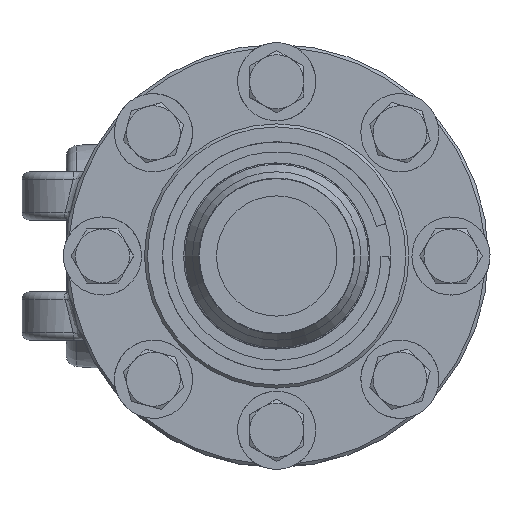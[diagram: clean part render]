
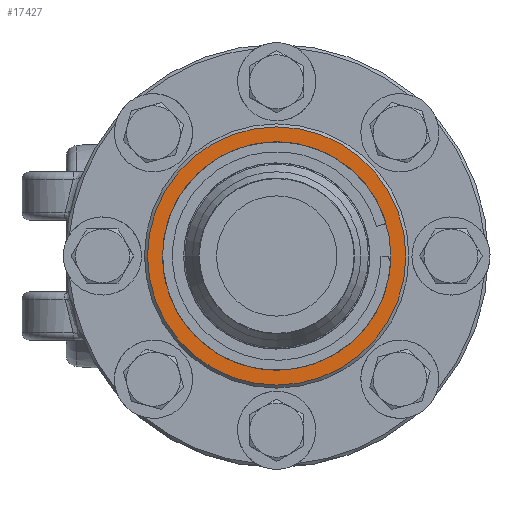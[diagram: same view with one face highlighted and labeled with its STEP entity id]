
A CAD part, left-side view. The second image highlights one B-rep face of the part: STEP entity #17427.
In plain terms, the highlighted planar face has unit normal (-1, 0, 0).
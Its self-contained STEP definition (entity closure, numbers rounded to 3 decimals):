
#1119=FACE_BOUND('',#6155,.T.);
#1441=CIRCLE('',#18704,34.125);
#1443=CIRCLE('',#18708,30.175);
#1444=CIRCLE('',#18709,30.175);
#4524=PLANE('',#18707);
#5121=FACE_OUTER_BOUND('',#6154,.T.);
#6154=EDGE_LOOP('',(#12976));
#6155=EDGE_LOOP('',(#12977,#12978));
#7966=VERTEX_POINT('',#25339);
#7967=VERTEX_POINT('',#25346);
#7968=VERTEX_POINT('',#25347);
#9861=EDGE_CURVE('',#7966,#7966,#1441,.T.);
#9864=EDGE_CURVE('',#7967,#7968,#1443,.T.);
#9865=EDGE_CURVE('',#7968,#7967,#1444,.T.);
#12976=ORIENTED_EDGE('',*,*,#9861,.F.);
#12977=ORIENTED_EDGE('',*,*,#9864,.T.);
#12978=ORIENTED_EDGE('',*,*,#9865,.T.);
#17427=ADVANCED_FACE('',(#5121,#1119),#4524,.T.);
#18704=AXIS2_PLACEMENT_3D('',#25341,#20734,#20735);
#18707=AXIS2_PLACEMENT_3D('',#25345,#20741,#20742);
#18708=AXIS2_PLACEMENT_3D('',#25348,#20743,#20744);
#18709=AXIS2_PLACEMENT_3D('',#25349,#20745,#20746);
#20734=DIRECTION('center_axis',(1.,0.,0.));
#20735=DIRECTION('ref_axis',(0.,-1.,0.));
#20741=DIRECTION('center_axis',(-1.,0.,0.));
#20742=DIRECTION('ref_axis',(0.,0.,
1.));
#20743=DIRECTION('center_axis',(1.,0.,0.));
#20744=DIRECTION('ref_axis',(0.,1.,0.));
#20745=DIRECTION('center_axis',(1.,0.,0.));
#20746=DIRECTION('ref_axis',(0.,1.,0.));
#25339=CARTESIAN_POINT('',(-35.96,34.125,0.));
#25341=CARTESIAN_POINT('Origin',(-35.96,0.,0.));
#25345=CARTESIAN_POINT('Origin',(-35.96,32.55,0.));
#25346=CARTESIAN_POINT('',(-35.96,30.175,0.));
#25347=CARTESIAN_POINT('',(-35.96,-30.175,0.));
#25348=CARTESIAN_POINT('Origin',(-35.96,0.,0.));
#25349=CARTESIAN_POINT('Origin',(-35.96,0.,0.));
